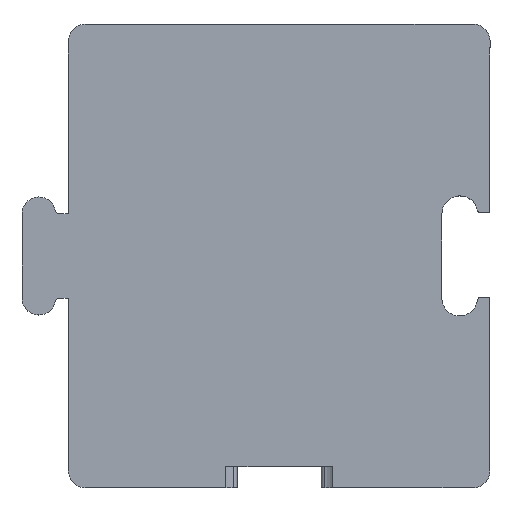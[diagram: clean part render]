
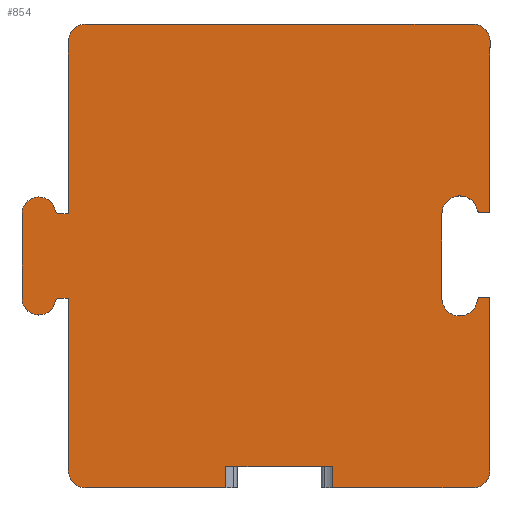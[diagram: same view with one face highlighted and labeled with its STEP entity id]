
A CAD part, top view. The second image highlights one B-rep face of the part: STEP entity #854.
In plain terms, the highlighted planar face has unit normal (0, 0, 1).
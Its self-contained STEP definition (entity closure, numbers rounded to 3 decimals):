
#42=PLANE('',#920);
#67=FACE_OUTER_BOUND('',#111,.T.);
#111=EDGE_LOOP('',(#585,#586,#587,#588,#589,#590,#591,#592,#593,#594,#595,
#596,#597,#598,#599,#600,#601,#602,#603,#604,#605,#606,#607,#608,#609,#610,
#611,#612,#613));
#156=LINE('',#1284,#242);
#157=LINE('',#1288,#243);
#158=LINE('',#1290,#244);
#159=LINE('',#1296,#245);
#160=LINE('',#1302,#246);
#161=LINE('',#1304,#247);
#162=LINE('',#1308,#248);
#163=LINE('',#1310,#249);
#164=LINE('',#1312,#250);
#165=LINE('',#1314,#251);
#166=LINE('',#1316,#252);
#167=LINE('',#1320,#253);
#168=LINE('',#1322,#254);
#169=LINE('',#1326,#255);
#170=LINE('',#1330,#256);
#171=LINE('',#1336,#257);
#172=LINE('',#1337,#258);
#242=VECTOR('',#1018,10.);
#243=VECTOR('',#1021,10.);
#244=VECTOR('',#1022,10.);
#245=VECTOR('',#1027,10.);
#246=VECTOR('',#1032,10.);
#247=VECTOR('',#1033,10.);
#248=VECTOR('',#1036,10.);
#249=VECTOR('',#1037,10.);
#250=VECTOR('',#1038,10.);
#251=VECTOR('',#1039,10.);
#252=VECTOR('',#1040,10.);
#253=VECTOR('',#1043,10.);
#254=VECTOR('',#1044,10.);
#255=VECTOR('',#1047,10.);
#256=VECTOR('',#1050,10.);
#257=VECTOR('',#1055,10.);
#258=VECTOR('',#1056,10.);
#327=CIRCLE('',#919,2.);
#328=CIRCLE('',#921,2.);
#329=CIRCLE('',#922,0.5);
#330=CIRCLE('',#923,2.);
#331=CIRCLE('',#924,2.);
#332=CIRCLE('',#925,0.5);
#333=CIRCLE('',#926,2.);
#334=CIRCLE('',#927,2.);
#335=CIRCLE('',#928,0.377);
#336=CIRCLE('',#929,2.108);
#337=CIRCLE('',#930,2.125);
#338=CIRCLE('',#931,0.375);
#373=VERTEX_POINT('',#1277);
#374=VERTEX_POINT('',#1279);
#375=VERTEX_POINT('',#1283);
#376=VERTEX_POINT('',#1285);
#377=VERTEX_POINT('',#1287);
#378=VERTEX_POINT('',#1289);
#379=VERTEX_POINT('',#1291);
#380=VERTEX_POINT('',#1293);
#381=VERTEX_POINT('',#1295);
#382=VERTEX_POINT('',#1297);
#383=VERTEX_POINT('',#1299);
#384=VERTEX_POINT('',#1301);
#385=VERTEX_POINT('',#1303);
#386=VERTEX_POINT('',#1305);
#387=VERTEX_POINT('',#1307);
#388=VERTEX_POINT('',#1309);
#389=VERTEX_POINT('',#1311);
#390=VERTEX_POINT('',#1313);
#391=VERTEX_POINT('',#1315);
#392=VERTEX_POINT('',#1317);
#393=VERTEX_POINT('',#1319);
#394=VERTEX_POINT('',#1321);
#395=VERTEX_POINT('',#1323);
#396=VERTEX_POINT('',#1325);
#397=VERTEX_POINT('',#1327);
#398=VERTEX_POINT('',#1329);
#399=VERTEX_POINT('',#1331);
#400=VERTEX_POINT('',#1333);
#401=VERTEX_POINT('',#1335);
#457=EDGE_CURVE('',#373,#374,#327,.T.);
#459=EDGE_CURVE('',#375,#373,#156,.T.);
#460=EDGE_CURVE('',#376,#375,#328,.T.);
#461=EDGE_CURVE('',#377,#376,#157,.T.);
#462=EDGE_CURVE('',#378,#377,#158,.T.);
#463=EDGE_CURVE('',#379,#378,#329,.T.);
#464=EDGE_CURVE('',#380,#379,#330,.T.);
#465=EDGE_CURVE('',#381,#380,#159,.T.);
#466=EDGE_CURVE('',#382,#381,#331,.T.);
#467=EDGE_CURVE('',#383,#382,#332,.T.);
#468=EDGE_CURVE('',#384,#383,#160,.T.);
#469=EDGE_CURVE('',#385,#384,#161,.T.);
#470=EDGE_CURVE('',#386,#385,#333,.T.);
#471=EDGE_CURVE('',#387,#386,#162,.T.);
#472=EDGE_CURVE('',#388,#387,#163,.T.);
#473=EDGE_CURVE('',#388,#389,#164,.T.);
#474=EDGE_CURVE('',#389,#390,#165,.T.);
#475=EDGE_CURVE('',#391,#390,#166,.T.);
#476=EDGE_CURVE('',#392,#391,#334,.T.);
#477=EDGE_CURVE('',#393,#392,#167,.T.);
#478=EDGE_CURVE('',#393,#394,#168,.T.);
#479=EDGE_CURVE('',#394,#395,#335,.T.);
#480=EDGE_CURVE('',#395,#396,#169,.T.);
#481=EDGE_CURVE('',#396,#397,#336,.T.);
#482=EDGE_CURVE('',#397,#398,#170,.T.);
#483=EDGE_CURVE('',#398,#399,#337,.T.);
#484=EDGE_CURVE('',#399,#400,#338,.T.);
#485=EDGE_CURVE('',#400,#401,#171,.T.);
#486=EDGE_CURVE('',#374,#401,#172,.T.);
#585=ORIENTED_EDGE('',*,*,#457,.F.);
#586=ORIENTED_EDGE('',*,*,#459,.F.);
#587=ORIENTED_EDGE('',*,*,#460,.F.);
#588=ORIENTED_EDGE('',*,*,#461,.F.);
#589=ORIENTED_EDGE('',*,*,#462,.F.);
#590=ORIENTED_EDGE('',*,*,#463,.F.);
#591=ORIENTED_EDGE('',*,*,#464,.F.);
#592=ORIENTED_EDGE('',*,*,#465,.F.);
#593=ORIENTED_EDGE('',*,*,#466,.F.);
#594=ORIENTED_EDGE('',*,*,#467,.F.);
#595=ORIENTED_EDGE('',*,*,#468,.F.);
#596=ORIENTED_EDGE('',*,*,#469,.F.);
#597=ORIENTED_EDGE('',*,*,#470,.F.);
#598=ORIENTED_EDGE('',*,*,#471,.F.);
#599=ORIENTED_EDGE('',*,*,#472,.F.);
#600=ORIENTED_EDGE('',*,*,#473,.T.);
#601=ORIENTED_EDGE('',*,*,#474,.T.);
#602=ORIENTED_EDGE('',*,*,#475,.F.);
#603=ORIENTED_EDGE('',*,*,#476,.F.);
#604=ORIENTED_EDGE('',*,*,#477,.F.);
#605=ORIENTED_EDGE('',*,*,#478,.T.);
#606=ORIENTED_EDGE('',*,*,#479,.T.);
#607=ORIENTED_EDGE('',*,*,#480,.T.);
#608=ORIENTED_EDGE('',*,*,#481,.T.);
#609=ORIENTED_EDGE('',*,*,#482,.T.);
#610=ORIENTED_EDGE('',*,*,#483,.T.);
#611=ORIENTED_EDGE('',*,*,#484,.T.);
#612=ORIENTED_EDGE('',*,*,#485,.T.);
#613=ORIENTED_EDGE('',*,*,#486,.F.);
#854=ADVANCED_FACE('',(#67),#42,.T.);
#919=AXIS2_PLACEMENT_3D('',#1280,#1013,#1014);
#920=AXIS2_PLACEMENT_3D('',#1282,#1016,#1017);
#921=AXIS2_PLACEMENT_3D('',#1286,#1019,#1020);
#922=AXIS2_PLACEMENT_3D('',#1292,#1023,#1024);
#923=AXIS2_PLACEMENT_3D('',#1294,#1025,#1026);
#924=AXIS2_PLACEMENT_3D('',#1298,#1028,#1029);
#925=AXIS2_PLACEMENT_3D('',#1300,#1030,#1031);
#926=AXIS2_PLACEMENT_3D('',#1306,#1034,#1035);
#927=AXIS2_PLACEMENT_3D('',#1318,#1041,#1042);
#928=AXIS2_PLACEMENT_3D('',#1324,#1045,#1046);
#929=AXIS2_PLACEMENT_3D('',#1328,#1048,#1049);
#930=AXIS2_PLACEMENT_3D('',#1332,#1051,#1052);
#931=AXIS2_PLACEMENT_3D('',#1334,#1053,#1054);
#1013=DIRECTION('center_axis',(0.,0.,-1.));
#1014=DIRECTION('ref_axis',(0.707,0.707,0.));
#1016=DIRECTION('center_axis',(0.,0.,1.));
#1017=DIRECTION('ref_axis',(1.,0.,0.));
#1018=DIRECTION('',(1.,0.,0.));
#1019=DIRECTION('center_axis',(0.,0.,-1.));
#1020=DIRECTION('ref_axis',(-0.707,0.707,0.));
#1021=DIRECTION('',(0.,1.,0.));
#1022=DIRECTION('',(1.,0.,0.));
#1023=DIRECTION('center_axis',(0.,0.,1.));
#1024=DIRECTION('ref_axis',(-0.98,-0.2,0.));
#1025=DIRECTION('center_axis',(0.,0.,-1.));
#1026=DIRECTION('ref_axis',(0.,-1.,0.));
#1027=DIRECTION('',(0.,1.,0.));
#1028=DIRECTION('center_axis',(0.,0.,-1.));
#1029=DIRECTION('ref_axis',(0.,1.,0.));
#1030=DIRECTION('center_axis',(0.,0.,1.));
#1031=DIRECTION('ref_axis',(0.,1.,0.));
#1032=DIRECTION('',(-1.,0.,0.));
#1033=DIRECTION('',(0.,1.,0.));
#1034=DIRECTION('center_axis',(0.,0.,-1.));
#1035=DIRECTION('ref_axis',(-0.707,-0.707,0.));
#1036=DIRECTION('',(-1.,0.,0.));
#1037=DIRECTION('',(0.,-1.,0.));
#1038=DIRECTION('',(1.,0.,0.));
#1039=DIRECTION('',(0.,-1.,0.));
#1040=DIRECTION('',(-1.,0.,0.));
#1041=DIRECTION('center_axis',(0.,0.,-1.));
#1042=DIRECTION('ref_axis',(0.707,-0.707,0.));
#1043=DIRECTION('',(0.,-1.,0.));
#1044=DIRECTION('',(-1.,0.,0.));
#1045=DIRECTION('center_axis',(0.,0.,1.));
#1046=DIRECTION('ref_axis',(0.017,-1.,0.));
#1047=DIRECTION('',(-0.245,-0.97,0.));
#1048=DIRECTION('center_axis',(0.,0.,-1.));
#1049=DIRECTION('ref_axis',(-0.995,0.096,0.));
#1050=DIRECTION('',(0.,1.,0.));
#1051=DIRECTION('center_axis',(0.,0.,-1.));
#1052=DIRECTION('ref_axis',(0.98,0.2,0.));
#1053=DIRECTION('center_axis',(0.,0.,1.));
#1054=DIRECTION('ref_axis',(0.98,0.2,0.));
#1055=DIRECTION('',(1.,0.,0.));
#1056=DIRECTION('',(0.,-1.,0.));
#1277=CARTESIAN_POINT('',(22.6,27.3,5.));
#1279=CARTESIAN_POINT('',(24.6,25.3,5.));
#1280=CARTESIAN_POINT('Origin',(22.6,25.3,5.));
#1282=CARTESIAN_POINT('Origin',(-12.9,-12.7,5.));
#1283=CARTESIAN_POINT('',(-23.4,27.3,5.));
#1284=CARTESIAN_POINT('',(-25.4,27.3,5.));
#1285=CARTESIAN_POINT('',(-25.4,25.3,5.));
#1286=CARTESIAN_POINT('Origin',(-23.4,25.3,5.));
#1287=CARTESIAN_POINT('',(-25.4,4.8,5.));
#1288=CARTESIAN_POINT('',(-25.4,24.8,5.));
#1289=CARTESIAN_POINT('',(-26.451,4.8,5.));
#1290=CARTESIAN_POINT('',(-26.451,4.8,5.));
#1291=CARTESIAN_POINT('',(-26.94,5.2,5.));
#1292=CARTESIAN_POINT('Origin',(-26.451,5.3,5.));
#1293=CARTESIAN_POINT('',(-30.9,4.8,5.));
#1294=CARTESIAN_POINT('Origin',(-28.9,4.8,5.));
#1295=CARTESIAN_POINT('',(-30.9,-5.2,5.));
#1296=CARTESIAN_POINT('',(-30.9,-5.2,5.));
#1297=CARTESIAN_POINT('',(-26.94,-5.6,5.));
#1298=CARTESIAN_POINT('Origin',(-28.9,-5.2,5.));
#1299=CARTESIAN_POINT('',(-26.451,-5.2,5.));
#1300=CARTESIAN_POINT('Origin',(-26.451,-5.7,5.));
#1301=CARTESIAN_POINT('',(-25.4,-5.2,5.));
#1302=CARTESIAN_POINT('',(-25.4,-5.2,5.));
#1303=CARTESIAN_POINT('',(-25.4,-25.7,5.));
#1304=CARTESIAN_POINT('',(-25.4,22.8,5.));
#1305=CARTESIAN_POINT('',(-23.4,-27.7,5.));
#1306=CARTESIAN_POINT('Origin',(-23.4,-25.7,5.));
#1307=CARTESIAN_POINT('',(-6.723,-27.7,5.));
#1308=CARTESIAN_POINT('',(24.6,-27.7,5.));
#1309=CARTESIAN_POINT('',(-6.723,-25.2,5.));
#1310=CARTESIAN_POINT('',(-6.723,-25.2,5.));
#1311=CARTESIAN_POINT('',(5.923,-25.2,5.));
#1312=CARTESIAN_POINT('',(-25.4,-25.2,5.));
#1313=CARTESIAN_POINT('',(5.923,-27.7,5.));
#1314=CARTESIAN_POINT('',(5.923,-25.2,5.));
#1315=CARTESIAN_POINT('',(22.6,-27.7,5.));
#1316=CARTESIAN_POINT('',(24.6,-27.7,5.));
#1317=CARTESIAN_POINT('',(24.6,-25.7,5.));
#1318=CARTESIAN_POINT('Origin',(22.6,-25.7,5.));
#1319=CARTESIAN_POINT('',(24.6,-5.115,5.));
#1320=CARTESIAN_POINT('',(24.6,-25.2,5.));
#1321=CARTESIAN_POINT('',(23.471,-5.115,5.));
#1322=CARTESIAN_POINT('',(5.869,-5.115,5.));
#1323=CARTESIAN_POINT('',(23.106,-5.428,5.));
#1324=CARTESIAN_POINT('Origin',(23.478,-5.492,5.));
#1325=CARTESIAN_POINT('',(23.076,-5.548,5.));
#1326=CARTESIAN_POINT('',(21.164,-13.12,5.));
#1327=CARTESIAN_POINT('',(18.899,-4.997,5.));
#1328=CARTESIAN_POINT('Origin',(20.997,-5.2,5.));
#1329=CARTESIAN_POINT('',(18.899,4.8,5.));
#1330=CARTESIAN_POINT('',(18.899,-8.848,5.));
#1331=CARTESIAN_POINT('',(23.106,5.225,5.));
#1332=CARTESIAN_POINT('Origin',(21.024,4.8,5.));
#1333=CARTESIAN_POINT('',(23.473,4.925,5.));
#1334=CARTESIAN_POINT('Origin',(23.473,5.3,5.));
#1335=CARTESIAN_POINT('',(24.6,4.925,5.));
#1336=CARTESIAN_POINT('',(5.287,4.925,5.));
#1337=CARTESIAN_POINT('',(24.6,-23.2,5.));
